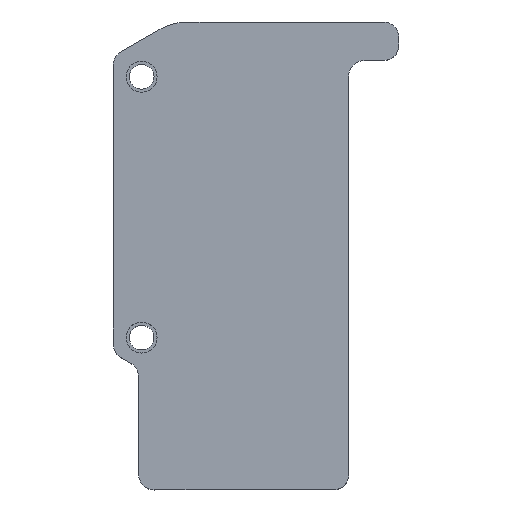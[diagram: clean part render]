
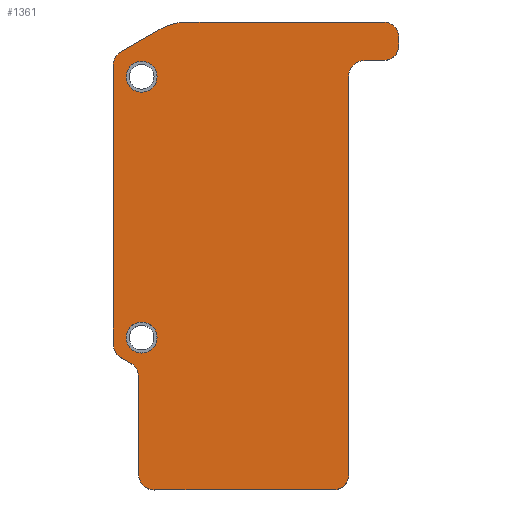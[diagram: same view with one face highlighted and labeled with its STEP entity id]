
A CAD part, top view. The second image highlights one B-rep face of the part: STEP entity #1361.
In plain terms, the highlighted planar face has unit normal (0, 0, 1).
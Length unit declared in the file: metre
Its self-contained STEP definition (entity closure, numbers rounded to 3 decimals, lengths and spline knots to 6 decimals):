
#52=LINE('',#2004,#197);
#56=LINE('',#2020,#201);
#64=LINE('',#2040,#209);
#68=LINE('',#2049,#213);
#73=LINE('',#2062,#218);
#77=LINE('',#2074,#222);
#81=LINE('',#2086,#226);
#85=LINE('',#2098,#230);
#89=LINE('',#2110,#234);
#92=LINE('',#2116,#237);
#97=LINE('',#2134,#242);
#197=VECTOR('',#1598,1.);
#201=VECTOR('',#1610,1.);
#209=VECTOR('',#1626,1.);
#213=VECTOR('',#1632,1.);
#218=VECTOR('',#1645,1.);
#222=VECTOR('',#1657,1.);
#226=VECTOR('',#1669,1.);
#230=VECTOR('',#1681,1.);
#234=VECTOR('',#1693,1.);
#237=VECTOR('',#1698,1.);
#242=VECTOR('',#1711,1.);
#340=PLANE('',#1482);
#492=ORIENTED_EDGE('',*,*,#866,.F.);
#493=ORIENTED_EDGE('',*,*,#867,.F.);
#494=ORIENTED_EDGE('',*,*,#796,.F.);
#495=ORIENTED_EDGE('',*,*,#802,.T.);
#496=ORIENTED_EDGE('',*,*,#806,.T.);
#497=ORIENTED_EDGE('',*,*,#809,.T.);
#498=ORIENTED_EDGE('',*,*,#812,.T.);
#499=ORIENTED_EDGE('',*,*,#819,.T.);
#500=ORIENTED_EDGE('',*,*,#823,.F.);
#501=ORIENTED_EDGE('',*,*,#827,.T.);
#502=ORIENTED_EDGE('',*,*,#830,.F.);
#503=ORIENTED_EDGE('',*,*,#833,.T.);
#504=ORIENTED_EDGE('',*,*,#836,.F.);
#505=ORIENTED_EDGE('',*,*,#839,.T.);
#506=ORIENTED_EDGE('',*,*,#842,.F.);
#507=ORIENTED_EDGE('',*,*,#845,.F.);
#508=ORIENTED_EDGE('',*,*,#848,.F.);
#509=ORIENTED_EDGE('',*,*,#851,.T.);
#510=ORIENTED_EDGE('',*,*,#854,.T.);
#511=ORIENTED_EDGE('',*,*,#857,.T.);
#512=ORIENTED_EDGE('',*,*,#861,.T.);
#513=ORIENTED_EDGE('',*,*,#865,.F.);
#796=EDGE_CURVE('',#993,#994,#1104,.T.);
#802=EDGE_CURVE('',#993,#999,#52,.T.);
#806=EDGE_CURVE('',#999,#1001,#1106,.T.);
#809=EDGE_CURVE('',#1001,#1003,#56,.T.);
#812=EDGE_CURVE('',#1003,#1005,#1108,.T.);
#819=EDGE_CURVE('',#1005,#1011,#64,.T.);
#823=EDGE_CURVE('',#1015,#1011,#68,.T.);
#827=EDGE_CURVE('',#1015,#1017,#1110,.T.);
#830=EDGE_CURVE('',#1019,#1017,#73,.T.);
#833=EDGE_CURVE('',#1019,#1021,#1112,.T.);
#836=EDGE_CURVE('',#1023,#1021,#77,.T.);
#839=EDGE_CURVE('',#1023,#1025,#1114,.T.);
#842=EDGE_CURVE('',#1027,#1025,#81,.T.);
#845=EDGE_CURVE('',#1029,#1027,#1116,.T.);
#848=EDGE_CURVE('',#1031,#1029,#85,.T.);
#851=EDGE_CURVE('',#1031,#1033,#1118,.T.);
#854=EDGE_CURVE('',#1033,#1035,#89,.T.);
#857=EDGE_CURVE('',#1035,#1037,#92,.T.);
#861=EDGE_CURVE('',#1037,#1041,#1119,.T.);
#865=EDGE_CURVE('',#994,#1041,#97,.T.);
#866=EDGE_CURVE('',#1043,#1043,#1121,.T.);
#867=EDGE_CURVE('',#1044,#1044,#1122,.T.);
#993=VERTEX_POINT('',#1990);
#994=VERTEX_POINT('',#1992);
#999=VERTEX_POINT('',#2003);
#1001=VERTEX_POINT('',#2013);
#1003=VERTEX_POINT('',#2019);
#1005=VERTEX_POINT('',#2025);
#1011=VERTEX_POINT('',#2039);
#1015=VERTEX_POINT('',#2048);
#1017=VERTEX_POINT('',#2055);
#1019=VERTEX_POINT('',#2061);
#1021=VERTEX_POINT('',#2067);
#1023=VERTEX_POINT('',#2073);
#1025=VERTEX_POINT('',#2079);
#1027=VERTEX_POINT('',#2085);
#1029=VERTEX_POINT('',#2091);
#1031=VERTEX_POINT('',#2097);
#1033=VERTEX_POINT('',#2103);
#1035=VERTEX_POINT('',#2109);
#1037=VERTEX_POINT('',#2115);
#1041=VERTEX_POINT('',#2127);
#1043=VERTEX_POINT('',#2137);
#1044=VERTEX_POINT('',#2139);
#1104=CIRCLE('',#1446,0.002);
#1106=CIRCLE('',#1450,0.002);
#1108=CIRCLE('',#1454,0.002);
#1110=CIRCLE('',#1459,0.00715);
#1112=CIRCLE('',#1463,0.002);
#1114=CIRCLE('',#1467,0.002);
#1116=CIRCLE('',#1471,0.002);
#1118=CIRCLE('',#1475,0.002);
#1119=CIRCLE('',#1479,0.002);
#1121=CIRCLE('',#1483,0.002001);
#1122=CIRCLE('',#1484,0.002);
#1161=EDGE_LOOP('',(#492));
#1162=EDGE_LOOP('',(#493));
#1163=EDGE_LOOP('',(#494,#495,#496,#497,#498,#499,#500,#501,#502,#503,#504,
#505,#506,#507,#508,#509,#510,#511,#512,#513));
#1255=FACE_BOUND('',#1161,.T.);
#1256=FACE_BOUND('',#1162,.T.);
#1257=FACE_BOUND('',#1163,.T.);
#1361=ADVANCED_FACE('',(#1255,#1256,#1257),#340,.T.);
#1446=AXIS2_PLACEMENT_3D('',#1991,#1589,#1590);
#1450=AXIS2_PLACEMENT_3D('',#2014,#1604,#1605);
#1454=AXIS2_PLACEMENT_3D('',#2026,#1616,#1617);
#1459=AXIS2_PLACEMENT_3D('',#2056,#1639,#1640);
#1463=AXIS2_PLACEMENT_3D('',#2068,#1651,#1652);
#1467=AXIS2_PLACEMENT_3D('',#2080,#1663,#1664);
#1471=AXIS2_PLACEMENT_3D('',#2092,#1675,#1676);
#1475=AXIS2_PLACEMENT_3D('',#2104,#1687,#1688);
#1479=AXIS2_PLACEMENT_3D('',#2128,#1703,#1704);
#1482=AXIS2_PLACEMENT_3D('',#2135,#1712,#1713);
#1483=AXIS2_PLACEMENT_3D('',#2136,#1714,#1715);
#1484=AXIS2_PLACEMENT_3D('',#2138,#1716,#1717);
#1589=DIRECTION('',(0.,0.,1.));
#1590=DIRECTION('',(1.,0.,0.));
#1598=DIRECTION('',(1.,0.,0.));
#1604=DIRECTION('',(0.,0.,1.));
#1605=DIRECTION('',(1.,0.,0.));
#1610=DIRECTION('',(0.,1.,0.));
#1616=DIRECTION('',(0.,0.,1.));
#1617=DIRECTION('',(1.,0.,0.));
#1626=DIRECTION('',(-1.,0.,0.));
#1632=DIRECTION('',(1.,0.,0.));
#1639=DIRECTION('',(0.,0.,1.));
#1640=DIRECTION('',(1.,0.,0.));
#1645=DIRECTION('',(0.866,0.5,0.));
#1651=DIRECTION('',(0.,0.,1.));
#1652=DIRECTION('',(1.,0.,0.));
#1657=DIRECTION('',(0.,1.,0.));
#1663=DIRECTION('',(0.,0.,1.));
#1664=DIRECTION('',(1.,0.,0.));
#1669=DIRECTION('',(-0.866,0.5,0.));
#1675=DIRECTION('',(0.,0.,1.));
#1676=DIRECTION('',(1.,0.,0.));
#1681=DIRECTION('',(0.,1.,0.));
#1687=DIRECTION('',(0.,0.,1.));
#1688=DIRECTION('',(1.,0.,0.));
#1693=DIRECTION('',(1.,0.,0.));
#1698=DIRECTION('',(1.,0.,0.));
#1703=DIRECTION('',(0.,0.,1.));
#1704=DIRECTION('',(1.,0.,0.));
#1711=DIRECTION('',(0.,-1.,0.));
#1712=DIRECTION('',(0.,0.,1.));
#1713=DIRECTION('',(1.,0.,0.));
#1714=DIRECTION('',(0.,0.,1.));
#1715=DIRECTION('',(1.,0.,0.));
#1716=DIRECTION('',(0.,0.,1.));
#1717=DIRECTION('',(1.,0.,0.));
#1990=CARTESIAN_POINT('',(-0.044557,0.055623,0.0225));
#1991=CARTESIAN_POINT('',(-0.044557,0.053623,0.0225));
#1992=CARTESIAN_POINT('',(-0.046557,0.053623,0.0225));
#2003=CARTESIAN_POINT('',(-0.042057,0.055623,0.0225));
#2004=CARTESIAN_POINT('',(-0.043307,0.055623,0.0225));
#2013=CARTESIAN_POINT('',(-0.040057,0.057623,0.0225));
#2014=CARTESIAN_POINT('',(-0.042057,0.057623,0.0225));
#2019=CARTESIAN_POINT('',(-0.040057,0.058623,0.0225));
#2020=CARTESIAN_POINT('',(-0.040057,0.058123,0.0225));
#2025=CARTESIAN_POINT('',(-0.042057,0.060623,0.0225));
#2026=CARTESIAN_POINT('',(-0.042057,0.058623,0.0225));
#2039=CARTESIAN_POINT('',(-0.064621,0.060623,0.0225));
#2040=CARTESIAN_POINT('',(-0.045039,0.060623,0.0225));
#2048=CARTESIAN_POINT('',(-0.067448,0.060623,0.0225));
#2049=CARTESIAN_POINT('',(-0.066034,0.060623,0.0225));
#2055=CARTESIAN_POINT('',(-0.071023,0.059665,0.0225));
#2056=CARTESIAN_POINT('',(-0.067448,0.053473,0.0225));
#2061=CARTESIAN_POINT('',(-0.076098,0.056735,0.0225));
#2062=CARTESIAN_POINT('',(-0.073561,0.0582,0.0225));
#2067=CARTESIAN_POINT('',(-0.077098,0.055003,0.0225));
#2068=CARTESIAN_POINT('',(-0.075098,0.055003,0.0225));
#2073=CARTESIAN_POINT('',(-0.077098,0.018886,0.0225));
#2074=CARTESIAN_POINT('',(-0.077098,0.054265,0.0225));
#2079=CARTESIAN_POINT('',(-0.076098,0.017154,0.0225));
#2080=CARTESIAN_POINT('',(-0.075098,0.018886,0.0225));
#2085=CARTESIAN_POINT('',(-0.074797,0.016403,0.0225));
#2086=CARTESIAN_POINT('',(-0.075448,0.016778,0.0225));
#2091=CARTESIAN_POINT('',(-0.073797,0.014671,0.0225));
#2092=CARTESIAN_POINT('',(-0.075797,0.014671,0.0225));
#2097=CARTESIAN_POINT('',(-0.073797,0.001981,0.0225));
#2098=CARTESIAN_POINT('',(-0.073797,0.008326,0.0225));
#2103=CARTESIAN_POINT('',(-0.071797,-0.000019,0.0225));
#2104=CARTESIAN_POINT('',(-0.071797,0.001981,0.0225));
#2109=CARTESIAN_POINT('',(-0.069598,-0.000019,0.0225));
#2110=CARTESIAN_POINT('',(-0.070697,-0.000019,0.0225));
#2115=CARTESIAN_POINT('',(-0.048557,-0.000019,0.0225));
#2116=CARTESIAN_POINT('',(-0.058828,-0.000019,0.0225));
#2127=CARTESIAN_POINT('',(-0.046557,0.001981,0.0225));
#2128=CARTESIAN_POINT('',(-0.048557,0.001981,0.0225));
#2134=CARTESIAN_POINT('',(-0.046557,0.027802,0.0225));
#2135=CARTESIAN_POINT('',(-0.061127,0.030302,0.0225));
#2136=CARTESIAN_POINT('',(-0.073398,0.053527,0.0225));
#2137=CARTESIAN_POINT('',(-0.071397,0.053527,0.0225));
#2138=CARTESIAN_POINT('',(-0.073398,0.019722,0.0225));
#2139=CARTESIAN_POINT('',(-0.071398,0.019722,0.0225));
